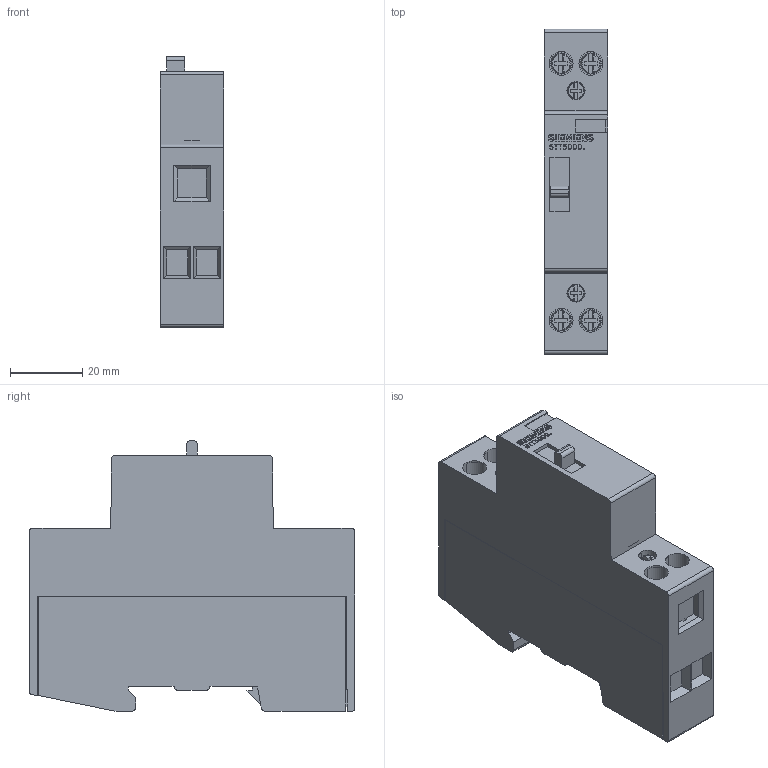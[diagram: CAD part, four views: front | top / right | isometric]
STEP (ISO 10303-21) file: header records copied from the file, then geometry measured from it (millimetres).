
FILE_DESCRIPTION(('STEP AP214'),'1');
FILE_NAME('cctmp_E2395B83-39FE-4CA2-91C4-FE4D14AC8B91_2023_07_22_08_47_45_0542..stp','2023-07-22T06:47:46',('SIEMENS A&D'),('CADClick - www.CADClick.com'),'Spatial InterOp 3D postprocessed',' ','unknown authorization');
FILE_SCHEMA(('AUTOMOTIVE_DESIGN'));
Length unit declared in the file: millimetre
Products named in the file (4): cc_unnamed; 2023_07_22_08_47_45_0499; 2023_07_22_08_47_45_0495; 2023_07_22_08_47_45_0491
Assembly tree (3 placements, depth 2):
  cc_unnamed
    2023_07_22_08_47_45_0499
    2023_07_22_08_47_45_0495
    2023_07_22_08_47_45_0491
Bounding box: 17.5 x 90 x 74.7 mm (x, y, z)
Volume: 85369.2 mm3; surface area: 21330.8 mm2
Topology: 3 solids, 14 shells, 671 faces, 1790 edges, 1188 vertices
Faces by surface type: plane 551, cylinder 84, torus 24, cone 12
Entity records: 34902 total; most frequent: CARTESIAN_POINT 3869, STYLED_ITEM 3652, PRESENTATION_STYLE_ASSIGNMENT 3652, ORIENTED_EDGE 3580, DIRECTION 3392, EDGE_CURVE 1790, CURVE_STYLE 1790, DRAUGHTING_PRE_DEFINED_CURVE_FONT 1790
